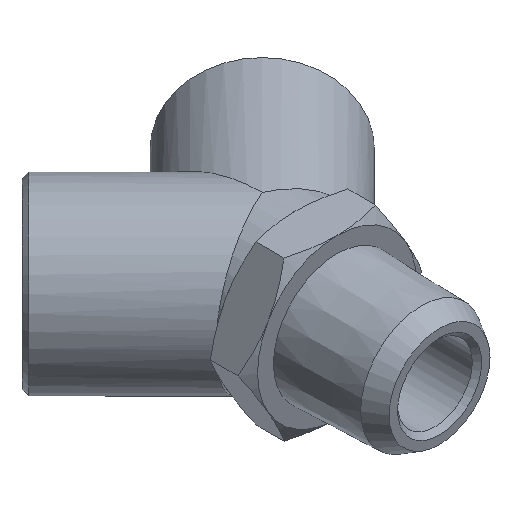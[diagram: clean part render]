
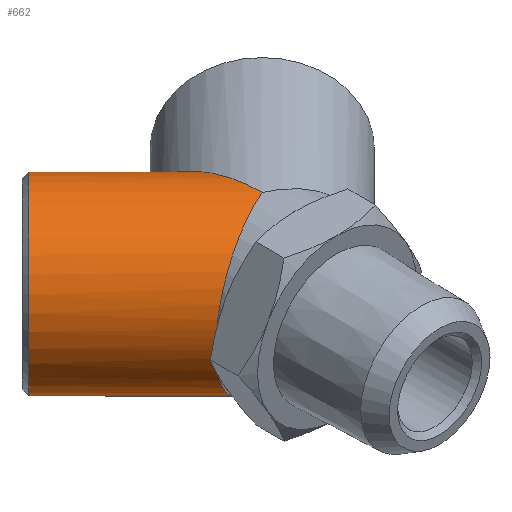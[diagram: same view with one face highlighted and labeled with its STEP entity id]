
A CAD part, isometric view. The second image highlights one B-rep face of the part: STEP entity #662.
In plain terms, the highlighted cylindrical face has radius 8.5 mm (diameter 17 mm), a full revolution.
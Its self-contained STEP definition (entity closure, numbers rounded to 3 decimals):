
#16 = AXIS2_PLACEMENT_3D ( 'NONE', #566, #564, #565 ) ;
#40 = EDGE_CURVE ( 'NONE', #907, #913, #726, .T. ) ;
#63 = EDGE_CURVE ( 'NONE', #913, #903, #732, .T. ) ;
#70 = EDGE_CURVE ( 'NONE', #903, #850, #730, .T. ) ;
#72 = EDGE_CURVE ( 'NONE', #907, #850, #725, .T. ) ;
#74 = EDGE_CURVE ( 'NONE', #919, #919, #1025, .T. ) ;
#132 = AXIS2_PLACEMENT_3D ( 'NONE', #429, #427, #431 ) ;
#203 = CARTESIAN_POINT ( 'NONE',  ( 0., 19., -8.5 ) ) ;
#209 = CARTESIAN_POINT ( 'NONE',  ( -4.56, 17.111, -8.5 ) ) ;
#213 = CARTESIAN_POINT ( 'NONE',  ( -18.526, 25.505, 0. ) ) ;
#224 = CARTESIAN_POINT ( 'NONE',  ( -8.45, 15.5, -0.923 ) ) ;
#228 = CARTESIAN_POINT ( 'NONE',  ( 0., 19., -8.5 ) ) ;
#229 = CARTESIAN_POINT ( 'NONE',  ( -7.955, 15.705, -5.456 ) ) ;
#232 = CARTESIAN_POINT ( 'NONE',  ( 0., 19., 8.5 ) ) ;
#239 = CARTESIAN_POINT ( 'NONE',  ( -8.45, 15.5, 0.923 ) ) ;
#257 = CARTESIAN_POINT ( 'NONE',  ( -8.45, 15.5, -0.923 ) ) ;
#427 = DIRECTION ( 'NONE',  ( 0.707, -0.707, 0. ) ) ;
#429 = CARTESIAN_POINT ( 'NONE',  ( -12.516, 31.516, 0. ) ) ;
#431 = DIRECTION ( 'NONE',  ( 0.707, 0.707, 0. ) ) ;
#564 = DIRECTION ( 'NONE',  ( 0.707, -0.707, 0. ) ) ;
#565 = DIRECTION ( 'NONE',  ( -0.707, -0.707, 0. ) ) ;
#566 = CARTESIAN_POINT ( 'NONE',  ( -12.516, 31.516, 0. ) ) ;
#576 = CARTESIAN_POINT ( 'NONE',  ( -8.45, 15.5, 0.923 ) ) ;
#577 = CARTESIAN_POINT ( 'NONE',  ( -8.534, 15.49, 0.311 ) ) ;
#579 = CARTESIAN_POINT ( 'NONE',  ( -8.534, 15.49, -0.311 ) ) ;
#581 = CARTESIAN_POINT ( 'NONE',  ( -8.45, 15.5, 0.923 ) ) ;
#582 = CARTESIAN_POINT ( 'NONE',  ( -7.955, 15.705, 5.456 ) ) ;
#584 = CARTESIAN_POINT ( 'NONE',  ( -8.45, 15.5, -0.923 ) ) ;
#598 = CARTESIAN_POINT ( 'NONE',  ( -4.56, 17.111, 8.5 ) ) ;
#599 = CARTESIAN_POINT ( 'NONE',  ( 0., 19., 8.5 ) ) ;
#606 = CARTESIAN_POINT ( 'NONE',  ( 0., 19., 8.5 ) ) ;
#607 = CARTESIAN_POINT ( 'NONE',  ( 0., 26.042, 8.5 ) ) ;
#608 = CARTESIAN_POINT ( 'NONE',  ( 0., 31.021, 4.979 ) ) ;
#609 = CARTESIAN_POINT ( 'NONE',  ( 0., 31.021, 0. ) ) ;
#610 = CARTESIAN_POINT ( 'NONE',  ( 0., 31.021, -4.979 ) ) ;
#612 = CARTESIAN_POINT ( 'NONE',  ( 0., 26.042, -8.5 ) ) ;
#616 = CARTESIAN_POINT ( 'NONE',  ( 0., 19., -8.5 ) ) ;
#662 = ADVANCED_FACE ( 'NONE', ( #1005, #1004 ), #997, .T. ) ;
#725 = B_SPLINE_CURVE_WITH_KNOTS ( 'NONE', 3,
 ( #584, #579, #577, #576 ),
 .UNSPECIFIED., .F., .F.,
 ( 4, 4 ),
 ( 0., 0.002 ),
 .UNSPECIFIED. ) ;
#726 =( BOUNDED_CURVE ( )  B_SPLINE_CURVE ( 3, ( #224, #229, #209, #203 ),
 .UNSPECIFIED., .F., .T. ) 
 B_SPLINE_CURVE_WITH_KNOTS ( ( 4, 4 ),
 ( 3.25, 4.712 ),
 .UNSPECIFIED. ) 
 CURVE ( )  GEOMETRIC_REPRESENTATION_ITEM ( )  RATIONAL_B_SPLINE_CURVE ( ( 1., 0.83, 0.83, 1. ) ) 
 REPRESENTATION_ITEM ( '' )  );
#730 =( BOUNDED_CURVE ( )  B_SPLINE_CURVE ( 3, ( #599, #598, #582, #581 ),
 .UNSPECIFIED., .F., .T. ) 
 B_SPLINE_CURVE_WITH_KNOTS ( ( 4, 4 ),
 ( 1.571, 3.033 ),
 .UNSPECIFIED. ) 
 CURVE ( )  GEOMETRIC_REPRESENTATION_ITEM ( )  RATIONAL_B_SPLINE_CURVE ( ( 1., 0.83, 0.83, 1. ) ) 
 REPRESENTATION_ITEM ( '' )  );
#732 =( BOUNDED_CURVE ( )  B_SPLINE_CURVE ( 3, ( #616, #612, #610, #609, #608, #607, #606 ),
 .UNSPECIFIED., .F., .T. ) 
 B_SPLINE_CURVE_WITH_KNOTS ( ( 4, 3, 4 ),
 ( 1.571, 3.142, 4.712 ),
 .UNSPECIFIED. ) 
 CURVE ( )  GEOMETRIC_REPRESENTATION_ITEM ( )  RATIONAL_B_SPLINE_CURVE ( ( 1., 0.805, 0.805, 1., 0.805, 0.805, 1. ) ) 
 REPRESENTATION_ITEM ( '' )  );
#808 = EDGE_LOOP ( 'NONE', ( #829 ) ) ;
#813 = ORIENTED_EDGE ( 'NONE', *, *, #72, .T. ) ;
#820 = ORIENTED_EDGE ( 'NONE', *, *, #63, .F. ) ;
#822 = ORIENTED_EDGE ( 'NONE', *, *, #40, .F. ) ;
#829 = ORIENTED_EDGE ( 'NONE', *, *, #74, .T. ) ;
#850 = VERTEX_POINT ( 'NONE', #239 ) ;
#867 = ORIENTED_EDGE ( 'NONE', *, *, #70, .F. ) ;
#903 = VERTEX_POINT ( 'NONE', #232 ) ;
#907 = VERTEX_POINT ( 'NONE', #257 ) ;
#913 = VERTEX_POINT ( 'NONE', #228 ) ;
#919 = VERTEX_POINT ( 'NONE', #213 ) ;
#997 = CYLINDRICAL_SURFACE ( 'NONE', #132, 8.5 ) ;
#1004 = FACE_OUTER_BOUND ( 'NONE', #808, .T. ) ;
#1005 = FACE_OUTER_BOUND ( 'NONE', #1111, .T. ) ;
#1025 = CIRCLE ( 'NONE', #16, 8.5 ) ;
#1111 = EDGE_LOOP ( 'NONE', ( #813, #867, #820, #822 ) ) ;
